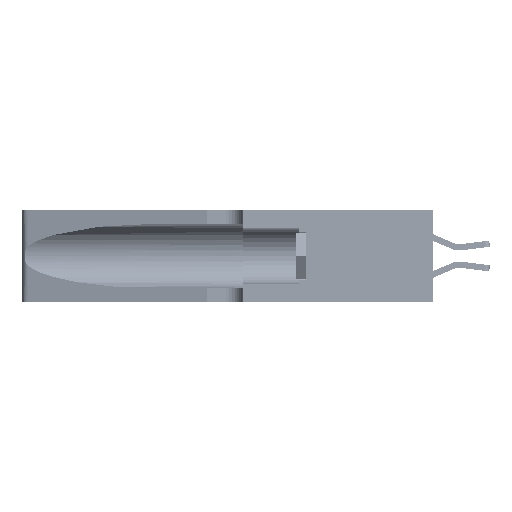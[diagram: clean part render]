
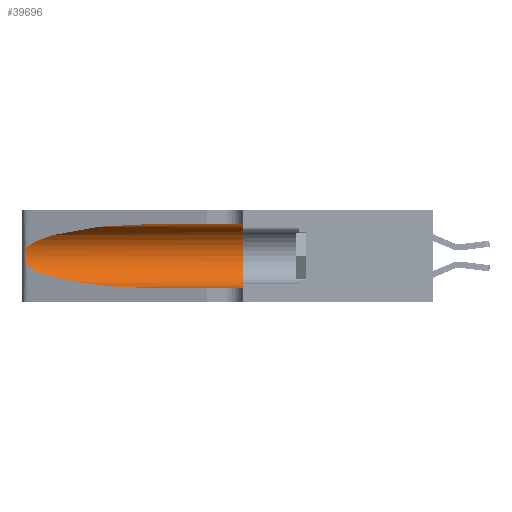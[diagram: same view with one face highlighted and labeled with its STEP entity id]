
A CAD part, left-side view. The second image highlights one B-rep face of the part: STEP entity #39696.
In plain terms, the highlighted cylindrical face has radius 3.308 mm (diameter 6.617 mm), a partial arc.
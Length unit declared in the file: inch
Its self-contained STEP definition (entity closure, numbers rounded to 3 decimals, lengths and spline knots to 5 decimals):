
#889 = DIRECTION ( 'NONE',  ( 0., 1., 0. ) ) ;
#1526 = DIRECTION ( 'NONE',  ( 0., -1., 0. ) ) ;
#1747 = EDGE_CURVE ( 'NONE', #37358, #19326, #36814, .T. ) ;
#2026 = DIRECTION ( 'NONE',  ( 0., -1., 0. ) ) ;
#2046 = VERTEX_POINT ( 'NONE', #38518 ) ;
#2407 = CARTESIAN_POINT ( 'NONE',  ( 0.26018, 1.23835, 0.19895 ) ) ;
#2852 = CARTESIAN_POINT ( 'NONE',  ( 0.25787, 1.23484, 0.2124 ) ) ;
#4377 = ORIENTED_EDGE ( 'NONE', *, *, #7934, .T. ) ;
#4534 = CARTESIAN_POINT ( 'NONE',  ( 0.1305, 0.35, 0.05475 ) ) ;
#5653 = ORIENTED_EDGE ( 'NONE', *, *, #44894, .T. ) ;
#5660 = CARTESIAN_POINT ( 'NONE',  ( 0.1305, 1.61858, 0.185 ) ) ;
#5942 = CARTESIAN_POINT ( 'NONE',  ( 0.25856, 1.23593, 0.16098 ) ) ;
#6095 = CARTESIAN_POINT ( 'NONE',  ( 0.25555, 1.22993, 0.14849 ) ) ;
#6383 = CARTESIAN_POINT ( 'NONE',  ( 0.25854, 1.2359, 0.20912 ) ) ;
#7934 = EDGE_CURVE ( 'NONE', #19326, #16225, #36240, .T. ) ;
#8308 = LINE ( 'NONE', #27134, #44451 ) ;
#9463 = CARTESIAN_POINT ( 'NONE',  ( 0.25789, 1.23486, 0.15765 ) ) ;
#9608 = CARTESIAN_POINT ( 'NONE',  ( 0.25487, 1.22718, 0.14631 ) ) ;
#11439 = CARTESIAN_POINT ( 'NONE',  ( 0.1305, 0.35, 0.185 ) ) ;
#12062 = DIRECTION ( 'NONE',  ( 0., 0., -1. ) ) ;
#12238 = AXIS2_PLACEMENT_3D ( 'NONE', #11439, #889, #29212 ) ;
#12282 = AXIS2_PLACEMENT_3D ( 'NONE', #5660, #26644, #12062 ) ;
#13767 =( BOUNDED_CURVE ( )  B_SPLINE_CURVE ( 3, ( #45244, #24575, #28407, #24266 ),
 .UNSPECIFIED., .F., .F. ) 
 B_SPLINE_CURVE_WITH_KNOTS ( ( 4, 4 ),
 ( 3.44316, 4.71239 ),
 .UNSPECIFIED. ) 
 CURVE ( )  GEOMETRIC_REPRESENTATION_ITEM ( )  RATIONAL_B_SPLINE_CURVE ( ( 1., 0.87, 0.87, 1. ) ) 
 REPRESENTATION_ITEM ( '' )  );
#13892 = VECTOR ( 'NONE', #1526, 39.37008 ) ;
#14541 = CIRCLE ( 'NONE', #12238, 0.13025 ) ;
#15694 = VERTEX_POINT ( 'NONE', #4534 ) ;
#16225 = VERTEX_POINT ( 'NONE', #24697 ) ;
#18152 = CARTESIAN_POINT ( 'NONE',  ( 0.1305, 0.35, 0.31525 ) ) ;
#18569 = EDGE_CURVE ( 'NONE', #37358, #41505, #8308, .T. ) ;
#18803 = LINE ( 'NONE', #39779, #13892 ) ;
#19326 = VERTEX_POINT ( 'NONE', #40882 ) ;
#21920 = ORIENTED_EDGE ( 'NONE', *, *, #33996, .F. ) ;
#22697 = EDGE_CURVE ( 'NONE', #16225, #2046, #13767, .T. ) ;
#24023 = CARTESIAN_POINT ( 'NONE',  ( 0.25487, 1.22718, 0.22369 ) ) ;
#24266 = CARTESIAN_POINT ( 'NONE',  ( 0.1305, 0.72297, 0.05475 ) ) ;
#24287 = ORIENTED_EDGE ( 'NONE', *, *, #18569, .F. ) ;
#24575 = CARTESIAN_POINT ( 'NONE',  ( 0.2373, 1.15595, 0.08982 ) ) ;
#24697 = CARTESIAN_POINT ( 'NONE',  ( 0.25487, 1.22718, 0.14631 ) ) ;
#26644 = DIRECTION ( 'NONE',  ( 0., -1., 0. ) ) ;
#26934 = CARTESIAN_POINT ( 'NONE',  ( 0.26075, 1.23896, 0.178 ) ) ;
#27134 = CARTESIAN_POINT ( 'NONE',  ( 0.1305, 1.61858, 0.31525 ) ) ;
#27379 = CARTESIAN_POINT ( 'NONE',  ( 0.25555, 1.22994, 0.2215 ) ) ;
#27695 = ORIENTED_EDGE ( 'NONE', *, *, #22697, .T. ) ;
#27705 = FACE_OUTER_BOUND ( 'NONE', #34319, .T. ) ;
#27887 = CARTESIAN_POINT ( 'NONE',  ( 0.18966, 0.96281, 0.31525 ) ) ;
#28407 = CARTESIAN_POINT ( 'NONE',  ( 0.18966, 0.96281, 0.05475 ) ) ;
#29212 = DIRECTION ( 'NONE',  ( 0., 0., 1. ) ) ;
#30337 = CYLINDRICAL_SURFACE ( 'NONE', #12282, 0.13025 ) ;
#33941 = CARTESIAN_POINT ( 'NONE',  ( 0.25639, 1.23186, 0.15144 ) ) ;
#33996 = EDGE_CURVE ( 'NONE', #41505, #15694, #14541, .T. ) ;
#34090 = CARTESIAN_POINT ( 'NONE',  ( 0.26075, 1.23896, 0.19203 ) ) ;
#34319 = EDGE_LOOP ( 'NONE', ( #39103, #4377, #27695, #5653, #21920, #24287 ) ) ;
#34447 = CARTESIAN_POINT ( 'NONE',  ( 0.2373, 1.15595, 0.28018 ) ) ;
#34607 = CARTESIAN_POINT ( 'NONE',  ( 0.1305, 0.72297, 0.31525 ) ) ;
#36240 = B_SPLINE_CURVE_WITH_KNOTS ( 'NONE', 3,
 ( #44789, #27379, #37892, #2852, #6383, #2407, #34090, #26934, #44507, #5942, #9463, #33941, #6095, #9608 ),
 .UNSPECIFIED., .F., .F.,
 ( 4, 2, 2, 2, 2, 2, 4 ),
 ( 0., 0.00027, 0.00053, 0.00107, 0.0016, 0.00187, 0.00214 ),
 .UNSPECIFIED. ) ;
#36814 =( BOUNDED_CURVE ( )  B_SPLINE_CURVE ( 3, ( #34607, #27887, #34447, #24023 ),
 .UNSPECIFIED., .F., .T. ) 
 B_SPLINE_CURVE_WITH_KNOTS ( ( 4, 4 ),
 ( 1.5708, 2.84003 ),
 .UNSPECIFIED. ) 
 CURVE ( )  GEOMETRIC_REPRESENTATION_ITEM ( )  RATIONAL_B_SPLINE_CURVE ( ( 1., 0.87, 0.87, 1. ) ) 
 REPRESENTATION_ITEM ( '' )  );
#37358 = VERTEX_POINT ( 'NONE', #37627 ) ;
#37627 = CARTESIAN_POINT ( 'NONE',  ( 0.1305, 0.72297, 0.31525 ) ) ;
#37892 = CARTESIAN_POINT ( 'NONE',  ( 0.25639, 1.23184, 0.21858 ) ) ;
#38518 = CARTESIAN_POINT ( 'NONE',  ( 0.1305, 0.72297, 0.05475 ) ) ;
#39103 = ORIENTED_EDGE ( 'NONE', *, *, #1747, .T. ) ;
#39696 = ADVANCED_FACE ( 'NONE', ( #27705 ), #30337, .F. ) ;
#39779 = CARTESIAN_POINT ( 'NONE',  ( 0.1305, 1.61858, 0.05475 ) ) ;
#40882 = CARTESIAN_POINT ( 'NONE',  ( 0.25487, 1.22718, 0.22369 ) ) ;
#41505 = VERTEX_POINT ( 'NONE', #18152 ) ;
#44451 = VECTOR ( 'NONE', #2026, 39.37008 ) ;
#44507 = CARTESIAN_POINT ( 'NONE',  ( 0.26017, 1.23833, 0.17102 ) ) ;
#44789 = CARTESIAN_POINT ( 'NONE',  ( 0.25487, 1.22718, 0.22369 ) ) ;
#44894 = EDGE_CURVE ( 'NONE', #2046, #15694, #18803, .T. ) ;
#45244 = CARTESIAN_POINT ( 'NONE',  ( 0.25487, 1.22718, 0.14631 ) ) ;
